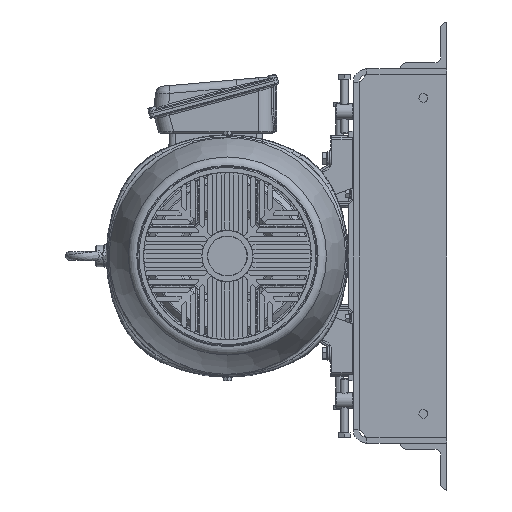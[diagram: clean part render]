
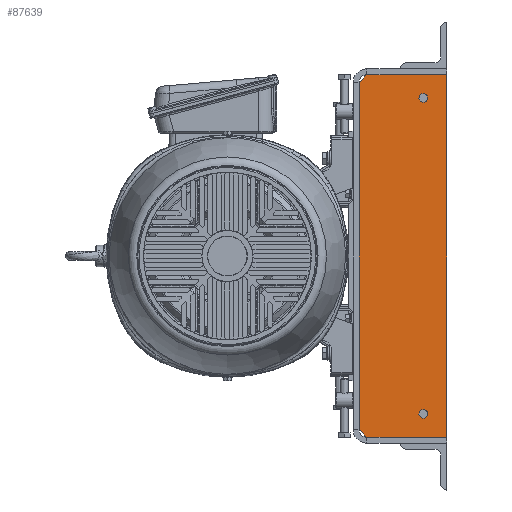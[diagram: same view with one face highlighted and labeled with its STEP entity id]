
A CAD part, left-side view. The second image highlights one B-rep face of the part: STEP entity #87639.
In plain terms, the highlighted planar face has unit normal (-1, 0, 0).
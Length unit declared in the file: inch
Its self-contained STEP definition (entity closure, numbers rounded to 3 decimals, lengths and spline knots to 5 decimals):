
#17714 = LINE ( 'NONE', #45825, #243510 ) ;
#20068 = EDGE_LOOP ( 'NONE', ( #162343, #334257, #243244, #290234, #170194, #141322 ) ) ;
#35610 = VERTEX_POINT ( 'NONE', #75091 ) ;
#36309 = VECTOR ( 'NONE', #265204, 39.37008 ) ;
#37641 = DIRECTION ( 'NONE',  ( -1., 0., 0. ) ) ;
#39117 = EDGE_LOOP ( 'NONE', ( #66649 ) ) ;
#45465 = CARTESIAN_POINT ( 'NONE',  ( 0., 0., -23.62 ) ) ;
#45825 = CARTESIAN_POINT ( 'NONE',  ( 0., 5.12, -23.62 ) ) ;
#48304 = DIRECTION ( 'NONE',  ( 0., -0.707, -0.707 ) ) ;
#59681 = EDGE_CURVE ( 'NONE', #278891, #104652, #114607, .T. ) ;
#62006 = VECTOR ( 'NONE', #273434, 39.37008 ) ;
#62809 = CARTESIAN_POINT ( 'NONE',  ( 0., 5.12, -0.38 ) ) ;
#65451 = CARTESIAN_POINT ( 'NONE',  ( 0., 1.5, -21.83875 ) ) ;
#65801 = AXIS2_PLACEMENT_3D ( 'NONE', #213908, #37641, #243604 ) ;
#66649 = ORIENTED_EDGE ( 'NONE', *, *, #315512, .F. ) ;
#71265 = LINE ( 'NONE', #243783, #62006 ) ;
#73765 = PLANE ( 'NONE',  #256151 ) ;
#75053 = DIRECTION ( 'NONE',  ( 0., 0., -1. ) ) ;
#75091 = CARTESIAN_POINT ( 'NONE',  ( 0., 5.62, -23.12 ) ) ;
#76681 = LINE ( 'NONE', #320126, #302394 ) ;
#76716 = CARTESIAN_POINT ( 'NONE',  ( 0., 5.62, -23.12 ) ) ;
#82874 = EDGE_CURVE ( 'NONE', #216493, #35610, #378013, .T. ) ;
#87639 = ADVANCED_FACE ( 'NONE', ( #266178, #344422, #118775 ), #73765, .F. ) ;
#95760 = AXIS2_PLACEMENT_3D ( 'NONE', #107600, #313514, #137096 ) ;
#98498 = EDGE_LOOP ( 'NONE', ( #242885 ) ) ;
#101287 = CARTESIAN_POINT ( 'NONE',  ( 0., 5.12, -23.62 ) ) ;
#104652 = VERTEX_POINT ( 'NONE', #104888 ) ;
#104888 = CARTESIAN_POINT ( 'NONE',  ( 0., 0., -0.38 ) ) ;
#107600 = CARTESIAN_POINT ( 'NONE',  ( 0., 1.5, -1.88 ) ) ;
#114607 = LINE ( 'NONE', #235581, #36309 ) ;
#118775 = FACE_OUTER_BOUND ( 'NONE', #20068, .T. ) ;
#125051 = VERTEX_POINT ( 'NONE', #101287 ) ;
#137096 = DIRECTION ( 'NONE',  ( 0., 0., 1. ) ) ;
#141322 = ORIENTED_EDGE ( 'NONE', *, *, #364106, .T. ) ;
#154397 = CARTESIAN_POINT ( 'NONE',  ( 0., 5.12, -0.38 ) ) ;
#162343 = ORIENTED_EDGE ( 'NONE', *, *, #59681, .T. ) ;
#164012 = VERTEX_POINT ( 'NONE', #372877 ) ;
#170194 = ORIENTED_EDGE ( 'NONE', *, *, #232218, .T. ) ;
#174729 = DIRECTION ( 'NONE',  ( 0., 0.707, -0.707 ) ) ;
#175017 = LINE ( 'NONE', #154397, #253329 ) ;
#187657 = VERTEX_POINT ( 'NONE', #65451 ) ;
#192607 = DIRECTION ( 'NONE',  ( 0., 0., -1. ) ) ;
#213908 = CARTESIAN_POINT ( 'NONE',  ( 0., 1.5, -22.12 ) ) ;
#216493 = VERTEX_POINT ( 'NONE', #242343 ) ;
#221411 = VECTOR ( 'NONE', #192607, 39.37008 ) ;
#232218 = EDGE_CURVE ( 'NONE', #35610, #125051, #17714, .T. ) ;
#235581 = CARTESIAN_POINT ( 'NONE',  ( 0., 0., -0.38 ) ) ;
#242343 = CARTESIAN_POINT ( 'NONE',  ( 0., 5.62, -0.88 ) ) ;
#242885 = ORIENTED_EDGE ( 'NONE', *, *, #253780, .F. ) ;
#243244 = ORIENTED_EDGE ( 'NONE', *, *, #281825, .T. ) ;
#243510 = VECTOR ( 'NONE', #48304, 39.37008 ) ;
#243604 = DIRECTION ( 'NONE',  ( 0., 0., 1. ) ) ;
#243783 = CARTESIAN_POINT ( 'NONE',  ( 0., 0., -23.62 ) ) ;
#248853 = CIRCLE ( 'NONE', #95760, 0.28125 ) ;
#251412 = DIRECTION ( 'NONE',  ( 1., 0., 0. ) ) ;
#253329 = VECTOR ( 'NONE', #330663, 39.37008 ) ;
#253780 = EDGE_CURVE ( 'NONE', #187657, #187657, #349339, .T. ) ;
#256151 = AXIS2_PLACEMENT_3D ( 'NONE', #45465, #251412, #75053 ) ;
#265204 = DIRECTION ( 'NONE',  ( 0., 0., 1. ) ) ;
#266178 = FACE_BOUND ( 'NONE', #98498, .T. ) ;
#273434 = DIRECTION ( 'NONE',  ( 0., -1., 0. ) ) ;
#278891 = VERTEX_POINT ( 'NONE', #380730 ) ;
#281825 = EDGE_CURVE ( 'NONE', #380584, #216493, #76681, .T. ) ;
#290234 = ORIENTED_EDGE ( 'NONE', *, *, #82874, .T. ) ;
#302394 = VECTOR ( 'NONE', #174729, 39.37008 ) ;
#313514 = DIRECTION ( 'NONE',  ( -1., 0., 0. ) ) ;
#315512 = EDGE_CURVE ( 'NONE', #164012, #164012, #248853, .T. ) ;
#320126 = CARTESIAN_POINT ( 'NONE',  ( 0., 5.62, -0.88 ) ) ;
#329980 = EDGE_CURVE ( 'NONE', #104652, #380584, #175017, .T. ) ;
#330663 = DIRECTION ( 'NONE',  ( 0., 1., 0. ) ) ;
#334257 = ORIENTED_EDGE ( 'NONE', *, *, #329980, .T. ) ;
#344422 = FACE_BOUND ( 'NONE', #39117, .T. ) ;
#349339 = CIRCLE ( 'NONE', #65801, 0.28125 ) ;
#364106 = EDGE_CURVE ( 'NONE', #125051, #278891, #71265, .T. ) ;
#372877 = CARTESIAN_POINT ( 'NONE',  ( 0., 1.5, -1.59875 ) ) ;
#378013 = LINE ( 'NONE', #76716, #221411 ) ;
#380584 = VERTEX_POINT ( 'NONE', #62809 ) ;
#380730 = CARTESIAN_POINT ( 'NONE',  ( 0., 0., -23.62 ) ) ;
